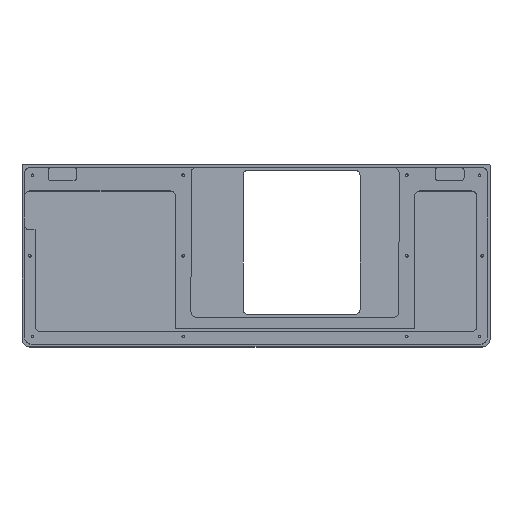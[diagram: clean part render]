
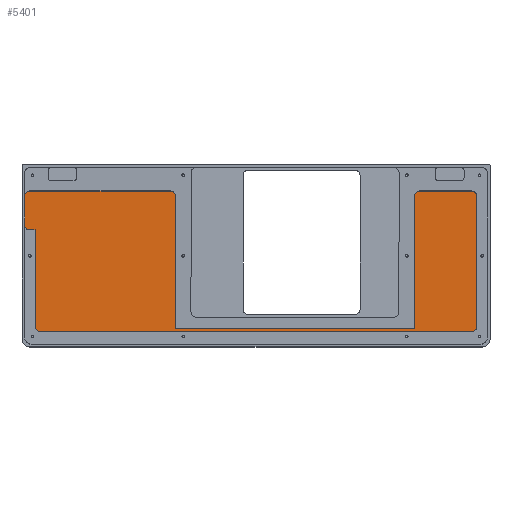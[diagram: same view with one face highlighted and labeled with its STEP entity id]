
A CAD part, top view. The second image highlights one B-rep face of the part: STEP entity #5401.
In plain terms, the highlighted planar face has unit normal (0, 0, 1).
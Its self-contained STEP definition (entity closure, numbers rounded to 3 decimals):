
#1785=CARTESIAN_POINT('',(3.172,118.828,-11.0));
#1786=VERTEX_POINT('',#1785);
#1802=CARTESIAN_POINT('',(2.,116.,-11.0));
#1803=VERTEX_POINT('',#1802);
#1810=CARTESIAN_POINT('',(6.,116.,-11.0));
#1811=DIRECTION('',(0.0,0.0,1.0));
#1812=DIRECTION('',(-0.707,0.707,0.0));
#1813=AXIS2_PLACEMENT_3D('',#1810,#1811,#1812);
#1814=CIRCLE('',#1813,4.0);
#1815=EDGE_CURVE('',#1786,#1803,#1814,.T.);
#1827=CARTESIAN_POINT('',(3.172,91.172,-11.0));
#1828=VERTEX_POINT('',#1827);
#1844=CARTESIAN_POINT('',(6.,90.0,-11.0));
#1845=VERTEX_POINT('',#1844);
#1852=CARTESIAN_POINT('',(6.,94.0,-11.0));
#1853=DIRECTION('',(0.0,0.0,1.));
#1854=DIRECTION('',(-0.707,-0.707,0.0));
#1855=AXIS2_PLACEMENT_3D('',#1852,#1853,#1854);
#1856=CIRCLE('',#1855,4.);
#1857=EDGE_CURVE('',#1828,#1845,#1856,.T.);
#1869=CARTESIAN_POINT('',(11.172,13.172,-11.0));
#1870=VERTEX_POINT('',#1869);
#1886=CARTESIAN_POINT('',(14.,12.,-11.0));
#1887=VERTEX_POINT('',#1886);
#1894=CARTESIAN_POINT('',(14.,16.,-11.0));
#1895=DIRECTION('',(0.0,0.0,1.));
#1896=DIRECTION('',(-0.707,-0.707,0.0));
#1897=AXIS2_PLACEMENT_3D('',#1894,#1895,#1896);
#1898=CIRCLE('',#1897,4.);
#1899=EDGE_CURVE('',#1870,#1887,#1898,.T.);
#1911=CARTESIAN_POINT('',(348.828,13.172,-11.0));
#1912=VERTEX_POINT('',#1911);
#1928=CARTESIAN_POINT('',(350.0,16.,-11.0));
#1929=VERTEX_POINT('',#1928);
#1936=CARTESIAN_POINT('',(346.0,16.,-11.0));
#1937=DIRECTION('',(0.0,0.0,1.0));
#1938=DIRECTION('',(0.707,-0.707,0.0));
#1939=AXIS2_PLACEMENT_3D('',#1936,#1937,#1938);
#1940=CIRCLE('',#1939,4.0);
#1941=EDGE_CURVE('',#1912,#1929,#1940,.T.);
#1953=CARTESIAN_POINT('',(348.828,118.828,-11.0));
#1954=VERTEX_POINT('',#1953);
#1970=CARTESIAN_POINT('',(346.,120.,-11.0));
#1971=VERTEX_POINT('',#1970);
#1978=CARTESIAN_POINT('',(346.,116.,-11.0));
#1979=DIRECTION('',(0.0,0.0,1.0));
#1980=DIRECTION('',(0.707,0.707,0.0));
#1981=AXIS2_PLACEMENT_3D('',#1978,#1979,#1980);
#1982=CIRCLE('',#1981,4.0);
#1983=EDGE_CURVE('',#1954,#1971,#1982,.T.);
#1995=CARTESIAN_POINT('',(116.828,118.828,-11.0));
#1996=VERTEX_POINT('',#1995);
#2012=CARTESIAN_POINT('',(114.,120.0,-11.0));
#2013=VERTEX_POINT('',#2012);
#2020=CARTESIAN_POINT('',(114.,116.0,-11.0));
#2021=DIRECTION('',(0.0,0.0,1.));
#2022=DIRECTION('',(0.707,0.707,0.0));
#2023=AXIS2_PLACEMENT_3D('',#2020,#2021,#2022);
#2024=CIRCLE('',#2023,4.);
#2025=EDGE_CURVE('',#1996,#2013,#2024,.T.);
#2037=CARTESIAN_POINT('',(303.172,118.828,-11.0));
#2038=VERTEX_POINT('',#2037);
#2054=CARTESIAN_POINT('',(302.,116.,-11.0));
#2055=VERTEX_POINT('',#2054);
#2062=CARTESIAN_POINT('',(306.,116.,-11.0));
#2063=DIRECTION('',(0.0,0.0,1.0));
#2064=DIRECTION('',(-0.707,0.707,0.0));
#2065=AXIS2_PLACEMENT_3D('',#2062,#2063,#2064);
#2066=CIRCLE('',#2065,4.);
#2067=EDGE_CURVE('',#2038,#2055,#2066,.T.);
#3187=CARTESIAN_POINT('',(0.,104.0,-11.));
#3188=VERTEX_POINT('',#3187);
#3195=CARTESIAN_POINT('',(0.,112.0,-11.0));
#3196=VERTEX_POINT('',#3195);
#3197=CARTESIAN_POINT('',(0.,104.0,-11.));
#3198=DIRECTION('',(0.0,1.0,0.0));
#3199=VECTOR('',#3198,8.0);
#3200=LINE('',#3197,#3199);
#3201=EDGE_CURVE('',#3188,#3196,#3200,.T.);
#4728=CARTESIAN_POINT('',(2.,94.0,-11.0));
#4729=VERTEX_POINT('',#4728);
#4736=CARTESIAN_POINT('',(2.,104.0,-11.));
#4737=VERTEX_POINT('',#4736);
#4738=CARTESIAN_POINT('',(2.,104.0,-11.));
#4739=DIRECTION('',(0.0,-1.0,0.0));
#4740=VECTOR('',#4739,10.0);
#4741=LINE('',#4738,#4740);
#4742=EDGE_CURVE('',#4737,#4729,#4741,.T.);
#4760=CARTESIAN_POINT('',(2.,112.0,-11.0));
#4761=VERTEX_POINT('',#4760);
#4768=CARTESIAN_POINT('',(2.,116.,-11.0));
#4769=DIRECTION('',(0.0,-1.0,0.0));
#4770=VECTOR('',#4769,4.);
#4771=LINE('',#4768,#4770);
#4772=EDGE_CURVE('',#1803,#4761,#4771,.T.);
#5211=CARTESIAN_POINT('',(306.,120.,-11.0));
#5212=VERTEX_POINT('',#5211);
#5213=CARTESIAN_POINT('',(306.,116.,-11.0));
#5214=DIRECTION('',(0.0,0.0,1.0));
#5215=DIRECTION('',(-0.707,0.707,0.0));
#5216=AXIS2_PLACEMENT_3D('',#5213,#5214,#5215);
#5217=CIRCLE('',#5216,4.);
#5218=EDGE_CURVE('',#5212,#2038,#5217,.T.);
#5236=CARTESIAN_POINT('',(346.,120.,-11.0));
#5237=DIRECTION('',(-1.0,0.0,0.0));
#5238=VECTOR('',#5237,40.0);
#5239=LINE('',#5236,#5238);
#5240=EDGE_CURVE('',#1971,#5212,#5239,.T.);
#5253=CARTESIAN_POINT('',(118.,116.0,-11.0));
#5254=VERTEX_POINT('',#5253);
#5255=CARTESIAN_POINT('',(114.,116.0,-11.0));
#5256=DIRECTION('',(0.0,0.0,1.));
#5257=DIRECTION('',(0.707,0.707,0.0));
#5258=AXIS2_PLACEMENT_3D('',#5255,#5256,#5257);
#5259=CIRCLE('',#5258,4.);
#5260=EDGE_CURVE('',#5254,#1996,#5259,.T.);
#5272=CARTESIAN_POINT('',(210.0,13.,-11.0));
#5273=DIRECTION('',(0.0,0.0,1.0));
#5274=DIRECTION('',(1.0,0.0,0.0));
#5275=AXIS2_PLACEMENT_3D('',#5272,#5273,#5274);
#5276=PLANE('',#5275);
#5277=ORIENTED_EDGE('',*,*,#5218,.T.);
#5278=ORIENTED_EDGE('',*,*,#2067,.T.);
#5279=CARTESIAN_POINT('',(302.,14.,-11.0));
#5280=VERTEX_POINT('',#5279);
#5281=CARTESIAN_POINT('',(302.,116.,-11.0));
#5282=DIRECTION('',(0.0,-1.0,0.0));
#5283=VECTOR('',#5282,102.);
#5284=LINE('',#5281,#5283);
#5285=EDGE_CURVE('',#2055,#5280,#5284,.T.);
#5286=ORIENTED_EDGE('',*,*,#5285,.T.);
#5287=CARTESIAN_POINT('',(118.,14.,-11.0));
#5288=VERTEX_POINT('',#5287);
#5289=CARTESIAN_POINT('',(302.,14.,-11.0));
#5290=DIRECTION('',(-1.0,0.0,0.0));
#5291=VECTOR('',#5290,184.);
#5292=LINE('',#5289,#5291);
#5293=EDGE_CURVE('',#5280,#5288,#5292,.T.);
#5294=ORIENTED_EDGE('',*,*,#5293,.T.);
#5295=CARTESIAN_POINT('',(118.,14.,-11.0));
#5296=DIRECTION('',(0.0,1.0,0.0));
#5297=VECTOR('',#5296,102.);
#5298=LINE('',#5295,#5297);
#5299=EDGE_CURVE('',#5288,#5254,#5298,.T.);
#5300=ORIENTED_EDGE('',*,*,#5299,.T.);
#5301=ORIENTED_EDGE('',*,*,#5260,.T.);
#5302=ORIENTED_EDGE('',*,*,#2025,.T.);
#5303=CARTESIAN_POINT('',(6.,120.0,-11.0));
#5304=VERTEX_POINT('',#5303);
#5305=CARTESIAN_POINT('',(114.,120.0,-11.0));
#5306=DIRECTION('',(-1.0,0.0,0.0));
#5307=VECTOR('',#5306,108.);
#5308=LINE('',#5305,#5307);
#5309=EDGE_CURVE('',#2013,#5304,#5308,.T.);
#5310=ORIENTED_EDGE('',*,*,#5309,.T.);
#5311=CARTESIAN_POINT('',(6.,116.,-11.0));
#5312=DIRECTION('',(0.0,0.0,1.0));
#5313=DIRECTION('',(-0.707,0.707,0.0));
#5314=AXIS2_PLACEMENT_3D('',#5311,#5312,#5313);
#5315=CIRCLE('',#5314,4.0);
#5316=EDGE_CURVE('',#5304,#1786,#5315,.T.);
#5317=ORIENTED_EDGE('',*,*,#5316,.T.);
#5318=ORIENTED_EDGE('',*,*,#1815,.T.);
#5319=ORIENTED_EDGE('',*,*,#4772,.T.);
#5320=CARTESIAN_POINT('',(2.,112.0,-11.0));
#5321=DIRECTION('',(-1.0,0.0,0.0));
#5322=VECTOR('',#5321,2.0);
#5323=LINE('',#5320,#5322);
#5324=EDGE_CURVE('',#4761,#3196,#5323,.T.);
#5325=ORIENTED_EDGE('',*,*,#5324,.T.);
#5326=ORIENTED_EDGE('',*,*,#3201,.F.);
#5327=CARTESIAN_POINT('',(2.,104.0,-11.));
#5328=DIRECTION('',(-1.0,0.0,0.0));
#5329=VECTOR('',#5328,2.0);
#5330=LINE('',#5327,#5329);
#5331=EDGE_CURVE('',#4737,#3188,#5330,.T.);
#5332=ORIENTED_EDGE('',*,*,#5331,.F.);
#5333=ORIENTED_EDGE('',*,*,#4742,.T.);
#5334=CARTESIAN_POINT('',(6.,94.0,-11.0));
#5335=DIRECTION('',(0.0,0.0,1.));
#5336=DIRECTION('',(-0.707,-0.707,0.0));
#5337=AXIS2_PLACEMENT_3D('',#5334,#5335,#5336);
#5338=CIRCLE('',#5337,4.);
#5339=EDGE_CURVE('',#4729,#1828,#5338,.T.);
#5340=ORIENTED_EDGE('',*,*,#5339,.T.);
#5341=ORIENTED_EDGE('',*,*,#1857,.T.);
#5342=CARTESIAN_POINT('',(10.,90.0,-11.0));
#5343=VERTEX_POINT('',#5342);
#5344=CARTESIAN_POINT('',(6.,90.0,-11.0));
#5345=DIRECTION('',(1.0,0.0,0.0));
#5346=VECTOR('',#5345,4.);
#5347=LINE('',#5344,#5346);
#5348=EDGE_CURVE('',#1845,#5343,#5347,.T.);
#5349=ORIENTED_EDGE('',*,*,#5348,.T.);
#5350=CARTESIAN_POINT('',(10.,16.,-11.0));
#5351=VERTEX_POINT('',#5350);
#5352=CARTESIAN_POINT('',(10.,90.0,-11.0));
#5353=DIRECTION('',(0.0,-1.0,0.0));
#5354=VECTOR('',#5353,74.0);
#5355=LINE('',#5352,#5354);
#5356=EDGE_CURVE('',#5343,#5351,#5355,.T.);
#5357=ORIENTED_EDGE('',*,*,#5356,.T.);
#5358=CARTESIAN_POINT('',(14.,16.,-11.0));
#5359=DIRECTION('',(0.0,0.0,1.));
#5360=DIRECTION('',(-0.707,-0.707,0.0));
#5361=AXIS2_PLACEMENT_3D('',#5358,#5359,#5360);
#5362=CIRCLE('',#5361,4.);
#5363=EDGE_CURVE('',#5351,#1870,#5362,.T.);
#5364=ORIENTED_EDGE('',*,*,#5363,.T.);
#5365=ORIENTED_EDGE('',*,*,#1899,.T.);
#5366=CARTESIAN_POINT('',(346.0,12.,-11.0));
#5367=VERTEX_POINT('',#5366);
#5368=CARTESIAN_POINT('',(14.,12.,-11.0));
#5369=DIRECTION('',(1.0,0.0,0.0));
#5370=VECTOR('',#5369,332.0);
#5371=LINE('',#5368,#5370);
#5372=EDGE_CURVE('',#1887,#5367,#5371,.T.);
#5373=ORIENTED_EDGE('',*,*,#5372,.T.);
#5374=CARTESIAN_POINT('',(346.0,16.,-11.0));
#5375=DIRECTION('',(0.0,0.0,1.0));
#5376=DIRECTION('',(0.707,-0.707,0.0));
#5377=AXIS2_PLACEMENT_3D('',#5374,#5375,#5376);
#5378=CIRCLE('',#5377,4.0);
#5379=EDGE_CURVE('',#5367,#1912,#5378,.T.);
#5380=ORIENTED_EDGE('',*,*,#5379,.T.);
#5381=ORIENTED_EDGE('',*,*,#1941,.T.);
#5382=CARTESIAN_POINT('',(350.0,116.,-11.0));
#5383=VERTEX_POINT('',#5382);
#5384=CARTESIAN_POINT('',(350.0,16.,-11.0));
#5385=DIRECTION('',(0.0,1.0,0.0));
#5386=VECTOR('',#5385,100.);
#5387=LINE('',#5384,#5386);
#5388=EDGE_CURVE('',#1929,#5383,#5387,.T.);
#5389=ORIENTED_EDGE('',*,*,#5388,.T.);
#5390=CARTESIAN_POINT('',(346.,116.,-11.0));
#5391=DIRECTION('',(0.0,0.0,1.0));
#5392=DIRECTION('',(0.707,0.707,0.0));
#5393=AXIS2_PLACEMENT_3D('',#5390,#5391,#5392);
#5394=CIRCLE('',#5393,4.0);
#5395=EDGE_CURVE('',#5383,#1954,#5394,.T.);
#5396=ORIENTED_EDGE('',*,*,#5395,.T.);
#5397=ORIENTED_EDGE('',*,*,#1983,.T.);
#5398=ORIENTED_EDGE('',*,*,#5240,.T.);
#5399=EDGE_LOOP('',(#5277,#5278,#5286,#5294,#5300,#5301,#5302,#5310,#5317,#5318,#5319,#5325,#5326,#5332,#5333,#5340,#5341,#5349,#5357,#5364,#5365,#5373,#5380,#5381,#5389,#5396,#5397,#5398));
#5400=FACE_OUTER_BOUND('',#5399,.T.);
#5401=ADVANCED_FACE('',(#5400),#5276,.T.);
